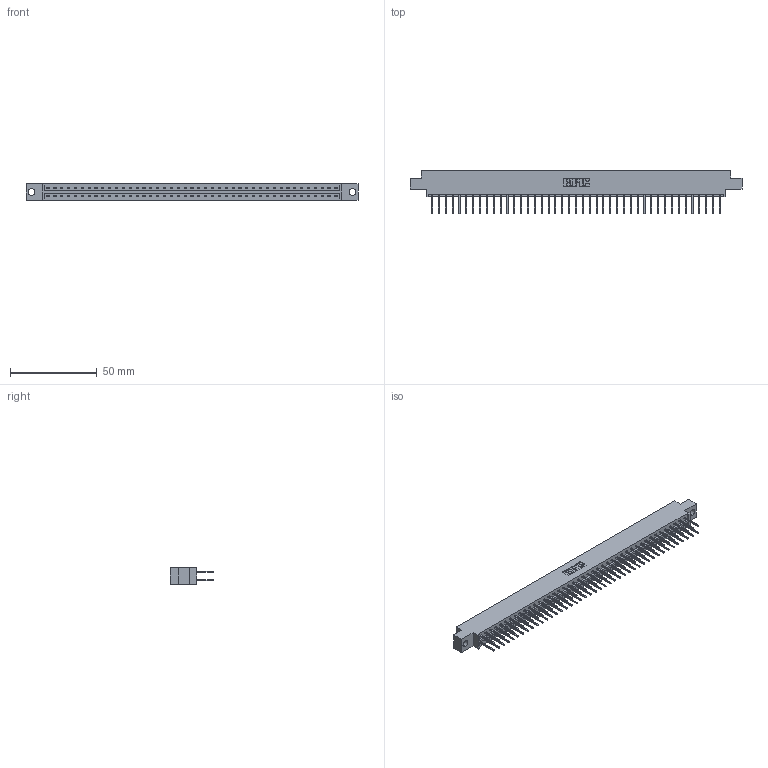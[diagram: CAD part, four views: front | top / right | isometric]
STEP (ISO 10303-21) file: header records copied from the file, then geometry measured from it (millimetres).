
FILE_DESCRIPTION (( 'STEP AP203' ), '1' );
FILE_NAME ('333-086-523-804.STEP', '2018-08-05T05:56:08', ( '' ), ( '' ), 'SwSTEP 2.0', 'SolidWorks 2016', '' );
FILE_SCHEMA (( 'CONFIG_CONTROL_DESIGN' ));
Length unit declared in the file: inch
Products named in the file (3): 333 Part_Offset - .156 Dia - TH; 345-292-001_345-293-123; 333-086-523-804
Assembly tree (87 placements, depth 2):
  333-086-523-804
    333 Part_Offset - .156 Dia - TH
    345-292-001_345-293-123  x86
Bounding box: 191.92 x 25.15 x 9.4 mm (x, y, z)
Volume: 19464.2 mm3; surface area: 23876.8 mm2
Topology: 87 solids, 87 shells, 4590 faces, 13653 edges, 8986 vertices
Faces by surface type: plane 3170, cylinder 1420
Entity records: 27687 total; most frequent: CARTESIAN_POINT 4590, ORIENTED_EDGE 4526, DIRECTION 3919, EDGE_CURVE 2263, LINE 2135, VECTOR 2135, VERTEX_POINT 1506, AXIS2_PLACEMENT_3D 892
